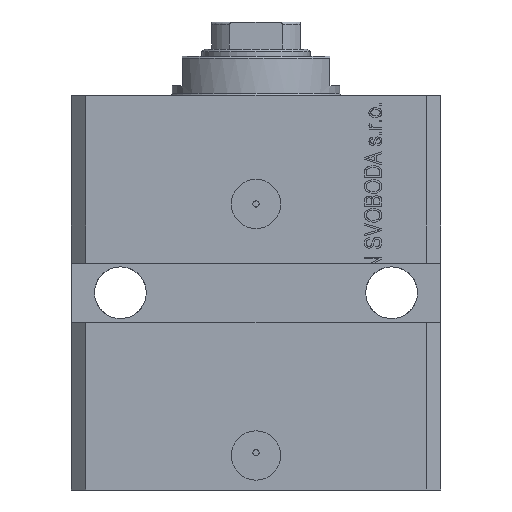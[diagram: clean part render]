
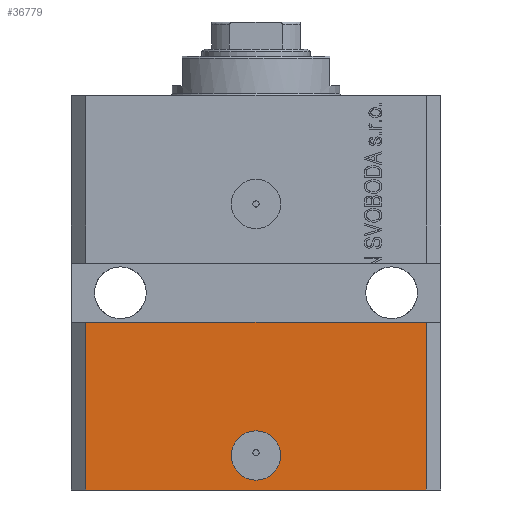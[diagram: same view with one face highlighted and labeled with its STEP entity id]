
A CAD part, front view. The second image highlights one B-rep face of the part: STEP entity #36779.
In plain terms, the highlighted planar face has unit normal (0, -1, 0).
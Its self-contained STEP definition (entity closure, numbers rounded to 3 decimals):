
#168 = CIRCLE ( 'NONE', #33782, 5. ) ;
#1260 = VERTEX_POINT ( 'NONE', #34498 ) ;
#3802 = FACE_OUTER_BOUND ( 'NONE', #18061, .T. ) ;
#6082 = CARTESIAN_POINT ( 'NONE',  ( 34.5, -27.5, -46. ) ) ;
#6414 = VECTOR ( 'NONE', #19137, 1000. ) ;
#7140 = ORIENTED_EDGE ( 'NONE', *, *, #37033, .T. ) ;
#8724 = CARTESIAN_POINT ( 'NONE',  ( -5., -27.5, -73. ) ) ;
#9118 = ORIENTED_EDGE ( 'NONE', *, *, #15913, .F. ) ;
#9501 = EDGE_CURVE ( 'NONE', #38314, #1260, #168, .T. ) ;
#11681 = CARTESIAN_POINT ( 'NONE',  ( 0., -27.5, -73. ) ) ;
#11711 = ORIENTED_EDGE ( 'NONE', *, *, #14765, .F. ) ;
#11729 = CARTESIAN_POINT ( 'NONE',  ( -34.5, -27.5, -80. ) ) ;
#12446 = EDGE_CURVE ( 'NONE', #12530, #41462, #42844, .T. ) ;
#12520 = DIRECTION ( 'NONE',  ( 1., 0., 0. ) ) ;
#12530 = VERTEX_POINT ( 'NONE', #26769 ) ;
#12694 = VERTEX_POINT ( 'NONE', #25044 ) ;
#14588 = CARTESIAN_POINT ( 'NONE',  ( -34.5, -27.5, -80. ) ) ;
#14765 = EDGE_CURVE ( 'NONE', #29259, #12694, #33524, .T. ) ;
#15913 = EDGE_CURVE ( 'NONE', #1260, #38314, #35381, .T. ) ;
#16928 = CARTESIAN_POINT ( 'NONE',  ( -34.5, -27.5, -80. ) ) ;
#17886 = DIRECTION ( 'NONE',  ( 0., -1., 0. ) ) ;
#18061 = EDGE_LOOP ( 'NONE', ( #44484, #11711, #7140, #38580 ) ) ;
#19137 = DIRECTION ( 'NONE',  ( 0., 0., 1. ) ) ;
#20279 = DIRECTION ( 'NONE',  ( 1., 0., 0. ) ) ;
#20798 = CARTESIAN_POINT ( 'NONE',  ( 34.5, -27.5, -80. ) ) ;
#23246 = AXIS2_PLACEMENT_3D ( 'NONE', #11681, #38459, #45892 ) ;
#24570 = LINE ( 'NONE', #16928, #34224 ) ;
#24834 = DIRECTION ( 'NONE',  ( 1., 0., 0. ) ) ;
#25044 = CARTESIAN_POINT ( 'NONE',  ( -34.5, -27.5, -46. ) ) ;
#26769 = CARTESIAN_POINT ( 'NONE',  ( 34.5, -27.5, -80. ) ) ;
#28942 = DIRECTION ( 'NONE',  ( 0., 0., -1. ) ) ;
#29178 = AXIS2_PLACEMENT_3D ( 'NONE', #14588, #36358, #28942 ) ;
#29259 = VERTEX_POINT ( 'NONE', #33507 ) ;
#29506 = EDGE_LOOP ( 'NONE', ( #9118, #39868 ) ) ;
#29835 = VECTOR ( 'NONE', #12520, 1000. ) ;
#33009 = PLANE ( 'NONE',  #29178 ) ;
#33507 = CARTESIAN_POINT ( 'NONE',  ( -34.5, -27.5, -80. ) ) ;
#33524 = LINE ( 'NONE', #11729, #6414 ) ;
#33782 = AXIS2_PLACEMENT_3D ( 'NONE', #36796, #17886, #24834 ) ;
#34224 = VECTOR ( 'NONE', #20279, 1000. ) ;
#34498 = CARTESIAN_POINT ( 'NONE',  ( 5., -27.5, -73. ) ) ;
#35381 = CIRCLE ( 'NONE', #23246, 5. ) ;
#36358 = DIRECTION ( 'NONE',  ( 0., -1., 0. ) ) ;
#36779 = ADVANCED_FACE ( 'NONE', ( #47151, #3802 ), #33009, .T. ) ;
#36796 = CARTESIAN_POINT ( 'NONE',  ( 0., -27.5, -73. ) ) ;
#37033 = EDGE_CURVE ( 'NONE', #29259, #12530, #24570, .T. ) ;
#38314 = VERTEX_POINT ( 'NONE', #8724 ) ;
#38459 = DIRECTION ( 'NONE',  ( 0., -1., 0. ) ) ;
#38580 = ORIENTED_EDGE ( 'NONE', *, *, #12446, .T. ) ;
#39214 = VECTOR ( 'NONE', #46432, 1000. ) ;
#39868 = ORIENTED_EDGE ( 'NONE', *, *, #9501, .F. ) ;
#41462 = VERTEX_POINT ( 'NONE', #6082 ) ;
#41482 = CARTESIAN_POINT ( 'NONE',  ( -37.5, -27.5, -46. ) ) ;
#42213 = EDGE_CURVE ( 'NONE', #12694, #41462, #45533, .T. ) ;
#42844 = LINE ( 'NONE', #20798, #39214 ) ;
#44484 = ORIENTED_EDGE ( 'NONE', *, *, #42213, .F. ) ;
#45533 = LINE ( 'NONE', #41482, #29835 ) ;
#45892 = DIRECTION ( 'NONE',  ( 1., 0., 0. ) ) ;
#46432 = DIRECTION ( 'NONE',  ( 0., 0., 1. ) ) ;
#47151 = FACE_BOUND ( 'NONE', #29506, .T. ) ;
